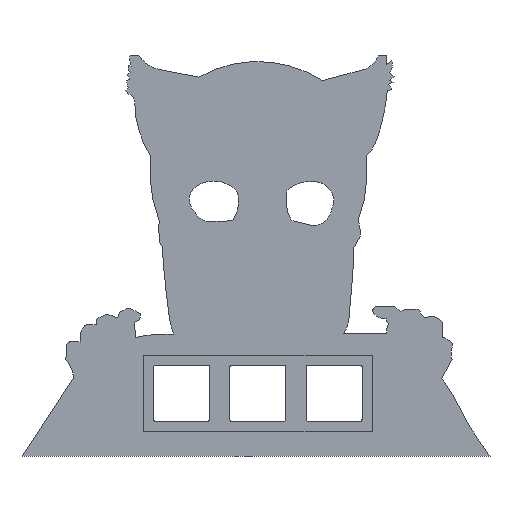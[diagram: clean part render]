
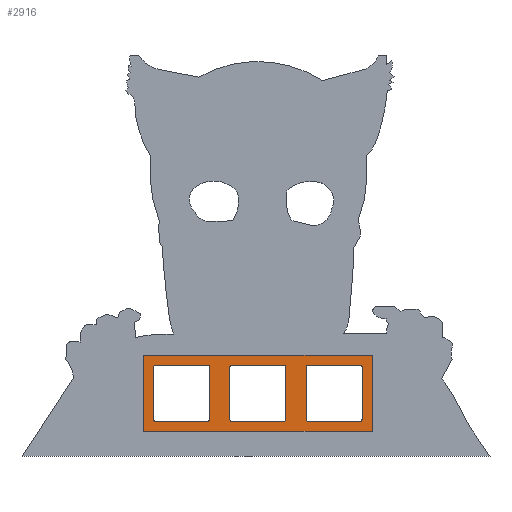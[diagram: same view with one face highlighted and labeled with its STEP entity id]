
A CAD part, top view. The second image highlights one B-rep face of the part: STEP entity #2916.
In plain terms, the highlighted planar face has unit normal (0, 0, 1).
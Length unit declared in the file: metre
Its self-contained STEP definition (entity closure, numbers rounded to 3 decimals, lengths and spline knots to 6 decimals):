
#12=CIRCLE('',#2932,0.0005);
#14=CIRCLE('',#2936,0.0005);
#16=CIRCLE('',#2940,0.0005);
#18=CIRCLE('',#2945,0.0005);
#20=CIRCLE('',#2949,0.0005);
#22=CIRCLE('',#2953,0.0005);
#24=CIRCLE('',#2958,0.0005);
#26=CIRCLE('',#2962,0.0005);
#28=CIRCLE('',#2966,0.0005);
#30=CIRCLE('',#2970,0.0005);
#32=CIRCLE('',#2973,0.0005);
#34=CIRCLE('',#2976,0.0005);
#974=ORIENTED_EDGE('',*,*,#1046,.F.);
#975=ORIENTED_EDGE('',*,*,#1050,.F.);
#976=ORIENTED_EDGE('',*,*,#1053,.F.);
#977=ORIENTED_EDGE('',*,*,#1056,.F.);
#978=ORIENTED_EDGE('',*,*,#1059,.F.);
#979=ORIENTED_EDGE('',*,*,#1062,.F.);
#980=ORIENTED_EDGE('',*,*,#1065,.F.);
#981=ORIENTED_EDGE('',*,*,#1072,.F.);
#982=ORIENTED_EDGE('',*,*,#1024,.F.);
#983=ORIENTED_EDGE('',*,*,#1028,.F.);
#984=ORIENTED_EDGE('',*,*,#1031,.F.);
#985=ORIENTED_EDGE('',*,*,#1034,.F.);
#986=ORIENTED_EDGE('',*,*,#1037,.F.);
#987=ORIENTED_EDGE('',*,*,#1040,.F.);
#988=ORIENTED_EDGE('',*,*,#1043,.F.);
#989=ORIENTED_EDGE('',*,*,#1070,.F.);
#990=ORIENTED_EDGE('',*,*,#1002,.F.);
#991=ORIENTED_EDGE('',*,*,#1006,.F.);
#992=ORIENTED_EDGE('',*,*,#1009,.F.);
#993=ORIENTED_EDGE('',*,*,#1012,.F.);
#994=ORIENTED_EDGE('',*,*,#1015,.F.);
#995=ORIENTED_EDGE('',*,*,#1018,.F.);
#996=ORIENTED_EDGE('',*,*,#1021,.F.);
#997=ORIENTED_EDGE('',*,*,#1068,.F.);
#998=ORIENTED_EDGE('',*,*,#1418,.T.);
#999=ORIENTED_EDGE('',*,*,#1421,.T.);
#1000=ORIENTED_EDGE('',*,*,#1423,.T.);
#1001=ORIENTED_EDGE('',*,*,#1424,.T.);
#1002=EDGE_CURVE('',#1425,#1426,#1707,.T.);
#1006=EDGE_CURVE('',#1429,#1425,#12,.T.);
#1009=EDGE_CURVE('',#1431,#1429,#1712,.T.);
#1012=EDGE_CURVE('',#1433,#1431,#14,.T.);
#1015=EDGE_CURVE('',#1435,#1433,#1716,.T.);
#1018=EDGE_CURVE('',#1437,#1435,#16,.T.);
#1021=EDGE_CURVE('',#1439,#1437,#1720,.T.);
#1024=EDGE_CURVE('',#1441,#1442,#1723,.T.);
#1028=EDGE_CURVE('',#1445,#1441,#18,.T.);
#1031=EDGE_CURVE('',#1447,#1445,#1728,.T.);
#1034=EDGE_CURVE('',#1449,#1447,#20,.T.);
#1037=EDGE_CURVE('',#1451,#1449,#1732,.T.);
#1040=EDGE_CURVE('',#1453,#1451,#22,.T.);
#1043=EDGE_CURVE('',#1455,#1453,#1736,.T.);
#1046=EDGE_CURVE('',#1457,#1458,#1739,.T.);
#1050=EDGE_CURVE('',#1461,#1457,#24,.T.);
#1053=EDGE_CURVE('',#1463,#1461,#1744,.T.);
#1056=EDGE_CURVE('',#1465,#1463,#26,.T.);
#1059=EDGE_CURVE('',#1467,#1465,#1748,.T.);
#1062=EDGE_CURVE('',#1469,#1467,#28,.T.);
#1065=EDGE_CURVE('',#1471,#1469,#1752,.T.);
#1068=EDGE_CURVE('',#1426,#1439,#30,.T.);
#1070=EDGE_CURVE('',#1442,#1455,#32,.T.);
#1072=EDGE_CURVE('',#1458,#1471,#34,.T.);
#1418=EDGE_CURVE('',#1704,#1703,#2027,.T.);
#1421=EDGE_CURVE('',#1703,#1705,#2030,.T.);
#1423=EDGE_CURVE('',#1705,#1706,#2032,.T.);
#1424=EDGE_CURVE('',#1706,#1704,#2033,.T.);
#1425=VERTEX_POINT('',#3985);
#1426=VERTEX_POINT('',#3986);
#1429=VERTEX_POINT('',#3994);
#1431=VERTEX_POINT('',#4000);
#1433=VERTEX_POINT('',#4006);
#1435=VERTEX_POINT('',#4012);
#1437=VERTEX_POINT('',#4018);
#1439=VERTEX_POINT('',#4024);
#1441=VERTEX_POINT('',#4030);
#1442=VERTEX_POINT('',#4031);
#1445=VERTEX_POINT('',#4039);
#1447=VERTEX_POINT('',#4045);
#1449=VERTEX_POINT('',#4051);
#1451=VERTEX_POINT('',#4057);
#1453=VERTEX_POINT('',#4063);
#1455=VERTEX_POINT('',#4069);
#1457=VERTEX_POINT('',#4075);
#1458=VERTEX_POINT('',#4076);
#1461=VERTEX_POINT('',#4084);
#1463=VERTEX_POINT('',#4090);
#1465=VERTEX_POINT('',#4096);
#1467=VERTEX_POINT('',#4102);
#1469=VERTEX_POINT('',#4108);
#1471=VERTEX_POINT('',#4114);
#1703=VERTEX_POINT('',#4818);
#1704=VERTEX_POINT('',#4820);
#1705=VERTEX_POINT('',#4824);
#1706=VERTEX_POINT('',#4828);
#1707=LINE('',#3984,#2034);
#1712=LINE('',#3999,#2039);
#1716=LINE('',#4011,#2043);
#1720=LINE('',#4023,#2047);
#1723=LINE('',#4029,#2050);
#1728=LINE('',#4044,#2055);
#1732=LINE('',#4056,#2059);
#1736=LINE('',#4068,#2063);
#1739=LINE('',#4074,#2066);
#1744=LINE('',#4089,#2071);
#1748=LINE('',#4101,#2075);
#1752=LINE('',#4113,#2079);
#2027=LINE('',#4819,#2354);
#2030=LINE('',#4825,#2357);
#2032=LINE('',#4829,#2359);
#2033=LINE('',#4831,#2360);
#2034=VECTOR('',#3175,1.);
#2039=VECTOR('',#3188,1.);
#2043=VECTOR('',#3200,1.);
#2047=VECTOR('',#3212,1.);
#2050=VECTOR('',#3217,1.);
#2055=VECTOR('',#3230,1.);
#2059=VECTOR('',#3242,1.);
#2063=VECTOR('',#3254,1.);
#2066=VECTOR('',#3259,1.);
#2071=VECTOR('',#3272,1.);
#2075=VECTOR('',#3284,1.);
#2079=VECTOR('',#3296,1.);
#2354=VECTOR('',#3967,1.);
#2357=VECTOR('',#3972,1.);
#2359=VECTOR('',#3976,1.);
#2360=VECTOR('',#3979,1.);
#2514=EDGE_LOOP('',(#974,#975,#976,#977,#978,#979,#980,#981));
#2515=EDGE_LOOP('',(#982,#983,#984,#985,#986,#987,#988,#989));
#2516=EDGE_LOOP('',(#990,#991,#992,#993,#994,#995,#996,#997));
#2517=EDGE_LOOP('',(#998,#999,#1000,#1001));
#2671=FACE_BOUND('',#2514,.T.);
#2672=FACE_BOUND('',#2515,.T.);
#2673=FACE_BOUND('',#2516,.T.);
#2674=FACE_BOUND('',#2517,.T.);
#2771=PLANE('',#3170);
#2916=ADVANCED_FACE('',(#2671,#2672,#2673,#2674),#2771,.T.);
#2932=AXIS2_PLACEMENT_3D('',#3993,#3181,#3182);
#2936=AXIS2_PLACEMENT_3D('',#4005,#3193,#3194);
#2940=AXIS2_PLACEMENT_3D('',#4017,#3205,#3206);
#2945=AXIS2_PLACEMENT_3D('',#4038,#3223,#3224);
#2949=AXIS2_PLACEMENT_3D('',#4050,#3235,#3236);
#2953=AXIS2_PLACEMENT_3D('',#4062,#3247,#3248);
#2958=AXIS2_PLACEMENT_3D('',#4083,#3265,#3266);
#2962=AXIS2_PLACEMENT_3D('',#4095,#3277,#3278);
#2966=AXIS2_PLACEMENT_3D('',#4107,#3289,#3290);
#2970=AXIS2_PLACEMENT_3D('',#4119,#3301,#3302);
#2973=AXIS2_PLACEMENT_3D('',#4122,#3307,#3308);
#2976=AXIS2_PLACEMENT_3D('',#4125,#3313,#3314);
#3170=AXIS2_PLACEMENT_3D('',#4832,#3980,#3981);
#3175=DIRECTION('',(0.,1.,0.));
#3181=DIRECTION('',(0.,0.,1.));
#3182=DIRECTION('',(1.,0.,0.));
#3188=DIRECTION('',(1.,0.,0.));
#3193=DIRECTION('',(0.,0.,1.));
#3194=DIRECTION('',(1.,0.,0.));
#3200=DIRECTION('',(0.,-1.,0.));
#3205=DIRECTION('',(0.,0.,1.));
#3206=DIRECTION('',(1.,0.,0.));
#3212=DIRECTION('',(-1.,0.,0.));
#3217=DIRECTION('',(0.,1.,0.));
#3223=DIRECTION('',(0.,0.,1.));
#3224=DIRECTION('',(1.,0.,0.));
#3230=DIRECTION('',(1.,0.,0.));
#3235=DIRECTION('',(0.,0.,1.));
#3236=DIRECTION('',(1.,0.,0.));
#3242=DIRECTION('',(0.,-1.,0.));
#3247=DIRECTION('',(0.,0.,1.));
#3248=DIRECTION('',(1.,0.,0.));
#3254=DIRECTION('',(-1.,0.,0.));
#3259=DIRECTION('',(0.,1.,0.));
#3265=DIRECTION('',(0.,0.,1.));
#3266=DIRECTION('',(1.,0.,0.));
#3272=DIRECTION('',(1.,0.,0.));
#3277=DIRECTION('',(0.,0.,1.));
#3278=DIRECTION('',(1.,0.,0.));
#3284=DIRECTION('',(0.,-1.,0.));
#3289=DIRECTION('',(0.,0.,1.));
#3290=DIRECTION('',(1.,0.,0.));
#3296=DIRECTION('',(-1.,0.,0.));
#3301=DIRECTION('',(0.,0.,1.));
#3302=DIRECTION('',(1.,0.,0.));
#3307=DIRECTION('',(0.,0.,1.));
#3308=DIRECTION('',(1.,0.,0.));
#3313=DIRECTION('',(0.,0.,1.));
#3314=DIRECTION('',(1.,0.,0.));
#3967=DIRECTION('',(-1.,0.,0.));
#3972=DIRECTION('',(0.,-1.,0.));
#3976=DIRECTION('',(1.,0.,0.));
#3979=DIRECTION('',(0.,1.,0.));
#3980=DIRECTION('',(0.,0.,1.));
#3981=DIRECTION('',(1.,0.,0.));
#3984=CARTESIAN_POINT('',(0.02605,0.,-0.0015));
#3985=CARTESIAN_POINT('',(0.02605,-0.0065,-0.0015));
#3986=CARTESIAN_POINT('',(0.02605,0.0065,-0.0015));
#3993=CARTESIAN_POINT('',(0.02555,-0.0065,-0.0015));
#3994=CARTESIAN_POINT('',(0.02555,-0.007,-0.0015));
#3999=CARTESIAN_POINT('',(0.01905,-0.007,-0.0015));
#4000=CARTESIAN_POINT('',(0.01255,-0.007,-0.0015));
#4005=CARTESIAN_POINT('',(0.01255,-0.0065,-0.0015));
#4006=CARTESIAN_POINT('',(0.01205,-0.0065,-0.0015));
#4011=CARTESIAN_POINT('',(0.01205,0.,-0.0015));
#4012=CARTESIAN_POINT('',(0.01205,0.0065,-0.0015));
#4017=CARTESIAN_POINT('',(0.01255,0.0065,-0.0015));
#4018=CARTESIAN_POINT('',(0.01255,0.007,-0.0015));
#4023=CARTESIAN_POINT('',(0.01905,0.007,-0.0015));
#4024=CARTESIAN_POINT('',(0.02555,0.007,-0.0015));
#4029=CARTESIAN_POINT('',(0.007,0.,-0.0015));
#4030=CARTESIAN_POINT('',(0.007,-0.0065,-0.0015));
#4031=CARTESIAN_POINT('',(0.007,0.0065,-0.0015));
#4038=CARTESIAN_POINT('',(0.0065,-0.0065,-0.0015));
#4039=CARTESIAN_POINT('',(0.0065,-0.007,-0.0015));
#4044=CARTESIAN_POINT('',(0.,-0.007,-0.0015));
#4045=CARTESIAN_POINT('',(-0.0065,-0.007,-0.0015));
#4050=CARTESIAN_POINT('',(-0.0065,-0.0065,-0.0015));
#4051=CARTESIAN_POINT('',(-0.007,-0.0065,-0.0015));
#4056=CARTESIAN_POINT('',(-0.007,0.,-0.0015));
#4057=CARTESIAN_POINT('',(-0.007,0.0065,-0.0015));
#4062=CARTESIAN_POINT('',(-0.0065,0.0065,-0.0015));
#4063=CARTESIAN_POINT('',(-0.0065,0.007,-0.0015));
#4068=CARTESIAN_POINT('',(0.,0.007,-0.0015));
#4069=CARTESIAN_POINT('',(0.0065,0.007,-0.0015));
#4074=CARTESIAN_POINT('',(-0.01205,0.,-0.0015));
#4075=CARTESIAN_POINT('',(-0.01205,-0.0065,-0.0015));
#4076=CARTESIAN_POINT('',(-0.01205,0.0065,-0.0015));
#4083=CARTESIAN_POINT('',(-0.01255,-0.0065,-0.0015));
#4084=CARTESIAN_POINT('',(-0.01255,-0.007,-0.0015));
#4089=CARTESIAN_POINT('',(-0.01905,-0.007,-0.0015));
#4090=CARTESIAN_POINT('',(-0.02555,-0.007,-0.0015));
#4095=CARTESIAN_POINT('',(-0.02555,-0.0065,-0.0015));
#4096=CARTESIAN_POINT('',(-0.02605,-0.0065,-0.0015));
#4101=CARTESIAN_POINT('',(-0.02605,0.,-0.0015));
#4102=CARTESIAN_POINT('',(-0.02605,0.0065,-0.0015));
#4107=CARTESIAN_POINT('',(-0.02555,0.0065,-0.0015));
#4108=CARTESIAN_POINT('',(-0.02555,0.007,-0.0015));
#4113=CARTESIAN_POINT('',(-0.01905,0.007,-0.0015));
#4114=CARTESIAN_POINT('',(-0.01255,0.007,-0.0015));
#4119=CARTESIAN_POINT('',(0.02555,0.0065,-0.0015));
#4122=CARTESIAN_POINT('',(0.0065,0.0065,-0.0015));
#4125=CARTESIAN_POINT('',(-0.01255,0.0065,-0.0015));
#4818=CARTESIAN_POINT('',(-0.028575,0.009525,-0.0015));
#4819=CARTESIAN_POINT('',(0.,0.009525,-0.0015));
#4820=CARTESIAN_POINT('',(0.028575,0.009525,-0.0015));
#4824=CARTESIAN_POINT('',(-0.028575,-0.009525,-0.0015));
#4825=CARTESIAN_POINT('',(-0.028575,0.,-0.0015));
#4828=CARTESIAN_POINT('',(0.028575,-0.009525,-0.0015));
#4829=CARTESIAN_POINT('',(0.,-0.009525,-0.0015));
#4831=CARTESIAN_POINT('',(0.028575,0.,-0.0015));
#4832=CARTESIAN_POINT('',(-0.000463,0.034297,-0.0015));
